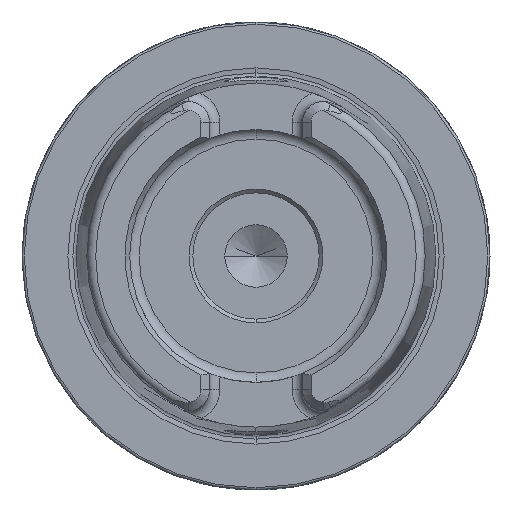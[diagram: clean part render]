
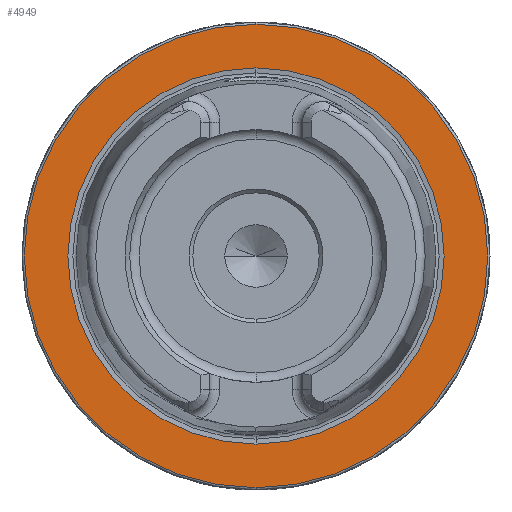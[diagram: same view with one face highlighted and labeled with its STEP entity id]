
A CAD part, left-side view. The second image highlights one B-rep face of the part: STEP entity #4949.
In plain terms, the highlighted planar face has unit normal (-1, 0, 0).
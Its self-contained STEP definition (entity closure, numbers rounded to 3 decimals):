
#679 = EDGE_CURVE ( 'NONE', #7461, #7460, #4338, .T. ) ;
#680 = EDGE_CURVE ( 'NONE', #7458, #7453, #4339, .T. ) ;
#3278 = AXIS2_PLACEMENT_3D ( 'NONE', #11900, #11901, #11902 ) ;
#3325 = AXIS2_PLACEMENT_3D ( 'NONE', #12974, #12975, #12976 ) ;
#4196 = EDGE_LOOP ( 'NONE', ( #5313, #5314 ) ) ;
#4198 = EDGE_LOOP ( 'NONE', ( #5311, #5312 ) ) ;
#4338 = CIRCLE ( 'NONE', #6754, 31.2 ) ;
#4339 = CIRCLE ( 'NONE', #6755, 25.324 ) ;
#4949 = ADVANCED_FACE ( 'NONE', ( #13340, #13337 ), #7584, .F. ) ;
#5311 = ORIENTED_EDGE ( 'NONE', *, *, #680, .F. ) ;
#5312 = ORIENTED_EDGE ( 'NONE', *, *, #8627, .F. ) ;
#5313 = ORIENTED_EDGE ( 'NONE', *, *, #8749, .T. ) ;
#5314 = ORIENTED_EDGE ( 'NONE', *, *, #679, .T. ) ;
#6051 = CARTESIAN_POINT ( 'NONE',  ( 0., 0., -25.324 ) ) ;
#6056 = CARTESIAN_POINT ( 'NONE',  ( 0., 0., 25.324 ) ) ;
#6058 = CARTESIAN_POINT ( 'NONE',  ( 0., 0., 31.2 ) ) ;
#6059 = CARTESIAN_POINT ( 'NONE',  ( 0., 0., -31.2 ) ) ;
#6754 = AXIS2_PLACEMENT_3D ( 'NONE', #10793, #10794, #10795 ) ;
#6755 = AXIS2_PLACEMENT_3D ( 'NONE', #10796, #10797, #10798 ) ;
#6785 = AXIS2_PLACEMENT_3D ( 'NONE', #7581, #7586, #7587 ) ;
#7453 = VERTEX_POINT ( 'NONE', #6051 ) ;
#7458 = VERTEX_POINT ( 'NONE', #6056 ) ;
#7460 = VERTEX_POINT ( 'NONE', #6058 ) ;
#7461 = VERTEX_POINT ( 'NONE', #6059 ) ;
#7581 = CARTESIAN_POINT ( 'NONE',  ( 0., 31.2, 0. ) ) ;
#7584 = PLANE ( 'NONE',  #6785 ) ;
#7586 = DIRECTION ( 'NONE',  ( 1., 0., 0. ) ) ;
#7587 = DIRECTION ( 'NONE',  ( 0., 0., -1. ) ) ;
#8627 = EDGE_CURVE ( 'NONE', #7453, #7458, #10160, .T. ) ;
#8749 = EDGE_CURVE ( 'NONE', #7460, #7461, #12386, .T. ) ;
#10160 = CIRCLE ( 'NONE', #3278, 25.324 ) ;
#10793 = CARTESIAN_POINT ( 'NONE',  ( 0., 0., 0. ) ) ;
#10794 = DIRECTION ( 'NONE',  ( -1., 0., 0. ) ) ;
#10795 = DIRECTION ( 'NONE',  ( 0., 0., 1. ) ) ;
#10796 = CARTESIAN_POINT ( 'NONE',  ( 0., 0., 0. ) ) ;
#10797 = DIRECTION ( 'NONE',  ( -1., 0., 0. ) ) ;
#10798 = DIRECTION ( 'NONE',  ( 0., 0., 1. ) ) ;
#11900 = CARTESIAN_POINT ( 'NONE',  ( 0., 0., 0. ) ) ;
#11901 = DIRECTION ( 'NONE',  ( -1., 0., 0. ) ) ;
#11902 = DIRECTION ( 'NONE',  ( 0., 0., 1. ) ) ;
#12386 = CIRCLE ( 'NONE', #3325, 31.2 ) ;
#12974 = CARTESIAN_POINT ( 'NONE',  ( 0., 0., 0. ) ) ;
#12975 = DIRECTION ( 'NONE',  ( -1., 0., 0. ) ) ;
#12976 = DIRECTION ( 'NONE',  ( 0., 0., 1. ) ) ;
#13337 = FACE_OUTER_BOUND ( 'NONE', #4196, .T. ) ;
#13340 = FACE_BOUND ( 'NONE', #4198, .T. ) ;
